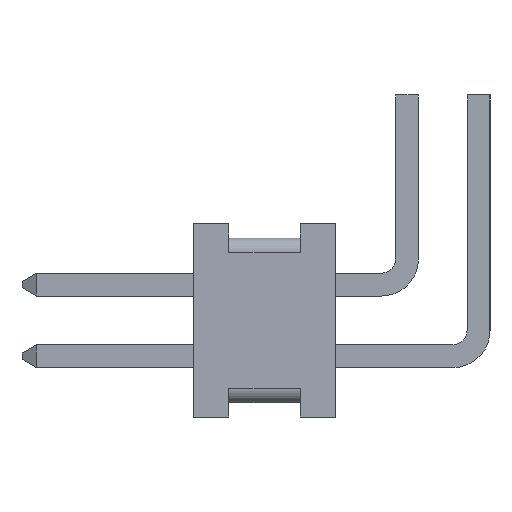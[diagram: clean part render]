
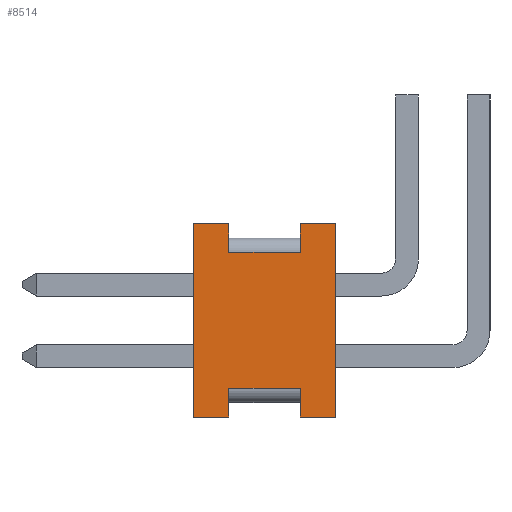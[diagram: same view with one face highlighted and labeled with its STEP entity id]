
A CAD part, left-side view. The second image highlights one B-rep face of the part: STEP entity #8514.
In plain terms, the highlighted planar face has unit normal (-1, 0, 0).
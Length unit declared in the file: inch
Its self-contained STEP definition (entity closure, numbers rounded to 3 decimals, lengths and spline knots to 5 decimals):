
#12 = ORIENTED_EDGE ( 'NONE', *, *, #21723, .T. ) ;
#522 = ORIENTED_EDGE ( 'NONE', *, *, #21238, .T. ) ;
#1194 = VECTOR ( 'NONE', #6067, 39.37008 ) ;
#1643 = EDGE_CURVE ( 'NONE', #13184, #16273, #8044, .T. ) ;
#2031 = CARTESIAN_POINT ( 'NONE',  ( -0.25, 0.0745, 0.0675 ) ) ;
#2256 = VECTOR ( 'NONE', #17651, 39.37008 ) ;
#2462 = VECTOR ( 'NONE', #16345, 39.37008 ) ;
#2696 = ORIENTED_EDGE ( 'NONE', *, *, #10952, .F. ) ;
#3254 = VECTOR ( 'NONE', #22528, 39.37008 ) ;
#3258 = EDGE_CURVE ( 'NONE', #16273, #8503, #12929, .T. ) ;
#3561 = LINE ( 'NONE', #20529, #8090 ) ;
#3689 = CARTESIAN_POINT ( 'NONE',  ( -0.25, 0.099, 0.0675 ) ) ;
#3742 = VECTOR ( 'NONE', #15905, 39.37008 ) ;
#3761 = DIRECTION ( 'NONE',  ( 1., 0., 0. ) ) ;
#3922 = CARTESIAN_POINT ( 'NONE',  ( -0.25, 0.099, -0.0675 ) ) ;
#4005 = DIRECTION ( 'NONE',  ( 0., 0., -1. ) ) ;
#4170 = DIRECTION ( 'NONE',  ( 0., -1., 0. ) ) ;
#4386 = EDGE_CURVE ( 'NONE', #8503, #19884, #22756, .T. ) ;
#4851 = ORIENTED_EDGE ( 'NONE', *, *, #19066, .T. ) ;
#4880 = VERTEX_POINT ( 'NONE', #7232 ) ;
#5403 = VECTOR ( 'NONE', #13114, 39.37008 ) ;
#5737 = VECTOR ( 'NONE', #4170, 39.37008 ) ;
#6067 = DIRECTION ( 'NONE',  ( 0., -1., 0. ) ) ;
#6179 = EDGE_CURVE ( 'NONE', #22145, #19049, #8497, .T. ) ;
#6180 = LINE ( 'NONE', #18980, #11057 ) ;
#6392 = CARTESIAN_POINT ( 'NONE',  ( -0.25, 0.0745, -0.0675 ) ) ;
#6998 = CARTESIAN_POINT ( 'NONE',  ( -0.25, 0.099, -0.0675 ) ) ;
#7232 = CARTESIAN_POINT ( 'NONE',  ( -0.25, 0.0745, -0.0675 ) ) ;
#7388 = CARTESIAN_POINT ( 'NONE',  ( -0.25, 0.0745, 0.0475 ) ) ;
#7493 = ORIENTED_EDGE ( 'NONE', *, *, #6179, .T. ) ;
#7498 = CARTESIAN_POINT ( 'NONE',  ( -0.25, 0.0245, -0.0475 ) ) ;
#7992 = ORIENTED_EDGE ( 'NONE', *, *, #4386, .T. ) ;
#8044 = LINE ( 'NONE', #13029, #8347 ) ;
#8090 = VECTOR ( 'NONE', #20452, 39.37008 ) ;
#8347 = VECTOR ( 'NONE', #12949, 39.37008 ) ;
#8442 = VERTEX_POINT ( 'NONE', #24500 ) ;
#8497 = LINE ( 'NONE', #2031, #2462 ) ;
#8503 = VERTEX_POINT ( 'NONE', #20954 ) ;
#8514 = ADVANCED_FACE ( 'NONE', ( #21302 ), #19300, .F. ) ;
#8590 = CARTESIAN_POINT ( 'NONE',  ( -0.25, 0., 0.0675 ) ) ;
#8830 = CARTESIAN_POINT ( 'NONE',  ( -0.25, 0.0245, 0.0675 ) ) ;
#9078 = CARTESIAN_POINT ( 'NONE',  ( -0.25, 0.099, 0.0675 ) ) ;
#9388 = VERTEX_POINT ( 'NONE', #6998 ) ;
#9446 = DIRECTION ( 'NONE',  ( 0., 0., -1. ) ) ;
#10914 = VECTOR ( 'NONE', #20963, 39.37008 ) ;
#10952 = EDGE_CURVE ( 'NONE', #17416, #19049, #13240, .T. ) ;
#10994 = ORIENTED_EDGE ( 'NONE', *, *, #3258, .T. ) ;
#11057 = VECTOR ( 'NONE', #9446, 39.37008 ) ;
#11525 = LINE ( 'NONE', #3689, #10914 ) ;
#11648 = VERTEX_POINT ( 'NONE', #8830 ) ;
#11800 = LINE ( 'NONE', #9078, #5403 ) ;
#11853 = CARTESIAN_POINT ( 'NONE',  ( -0.25, 0.099, -0.0475 ) ) ;
#11944 = ORIENTED_EDGE ( 'NONE', *, *, #13791, .F. ) ;
#12037 = ORIENTED_EDGE ( 'NONE', *, *, #1643, .T. ) ;
#12472 = EDGE_LOOP ( 'NONE', ( #21298, #7493, #2696, #13157, #19584, #12, #4851, #12037, #10994, #7992, #11944, #522 ) ) ;
#12815 = LINE ( 'NONE', #6392, #3742 ) ;
#12929 = LINE ( 'NONE', #24068, #3254 ) ;
#12949 = DIRECTION ( 'NONE',  ( 0., 0., -1. ) ) ;
#13029 = CARTESIAN_POINT ( 'NONE',  ( -0.25, 0.0245, -0.0675 ) ) ;
#13114 = DIRECTION ( 'NONE',  ( 0., 0., 1. ) ) ;
#13157 = ORIENTED_EDGE ( 'NONE', *, *, #17588, .F. ) ;
#13184 = VERTEX_POINT ( 'NONE', #7498 ) ;
#13240 = LINE ( 'NONE', #13587, #22855 ) ;
#13587 = CARTESIAN_POINT ( 'NONE',  ( -0.25, 0.099, 0.0675 ) ) ;
#13762 = DIRECTION ( 'NONE',  ( 0., -1., 0. ) ) ;
#13791 = EDGE_CURVE ( 'NONE', #11648, #19884, #11525, .T. ) ;
#15905 = DIRECTION ( 'NONE',  ( 0., 0., 1. ) ) ;
#15924 = CARTESIAN_POINT ( 'NONE',  ( -0.25, 0.0245, -0.0675 ) ) ;
#16204 = CARTESIAN_POINT ( 'NONE',  ( -0.25, 0.099, 0.0675 ) ) ;
#16273 = VERTEX_POINT ( 'NONE', #15924 ) ;
#16345 = DIRECTION ( 'NONE',  ( 0., 0., 1. ) ) ;
#16653 = LINE ( 'NONE', #11853, #1194 ) ;
#17267 = LINE ( 'NONE', #3922, #5737 ) ;
#17339 = EDGE_CURVE ( 'NONE', #9388, #4880, #17267, .T. ) ;
#17416 = VERTEX_POINT ( 'NONE', #16204 ) ;
#17481 = CARTESIAN_POINT ( 'NONE',  ( -0.25, 0.0745, 0.0675 ) ) ;
#17588 = EDGE_CURVE ( 'NONE', #9388, #17416, #11800, .T. ) ;
#17651 = DIRECTION ( 'NONE',  ( 0., 0., 1. ) ) ;
#17989 = CARTESIAN_POINT ( 'NONE',  ( -0.25, 0.0745, -0.0475 ) ) ;
#18980 = CARTESIAN_POINT ( 'NONE',  ( -0.25, 0.0245, 0.0675 ) ) ;
#19049 = VERTEX_POINT ( 'NONE', #17481 ) ;
#19066 = EDGE_CURVE ( 'NONE', #20797, #13184, #16653, .T. ) ;
#19300 = PLANE ( 'NONE',  #19676 ) ;
#19584 = ORIENTED_EDGE ( 'NONE', *, *, #17339, .T. ) ;
#19676 = AXIS2_PLACEMENT_3D ( 'NONE', #23061, #3761, #4005 ) ;
#19884 = VERTEX_POINT ( 'NONE', #8590 ) ;
#19959 = EDGE_CURVE ( 'NONE', #8442, #22145, #3561, .T. ) ;
#20452 = DIRECTION ( 'NONE',  ( 0., 1., 0. ) ) ;
#20529 = CARTESIAN_POINT ( 'NONE',  ( -0.25, 0.099, 0.0475 ) ) ;
#20797 = VERTEX_POINT ( 'NONE', #17989 ) ;
#20954 = CARTESIAN_POINT ( 'NONE',  ( -0.25, 0., -0.0675 ) ) ;
#20963 = DIRECTION ( 'NONE',  ( 0., -1., 0. ) ) ;
#21238 = EDGE_CURVE ( 'NONE', #11648, #8442, #6180, .T. ) ;
#21298 = ORIENTED_EDGE ( 'NONE', *, *, #19959, .T. ) ;
#21302 = FACE_OUTER_BOUND ( 'NONE', #12472, .T. ) ;
#21723 = EDGE_CURVE ( 'NONE', #4880, #20797, #12815, .T. ) ;
#21780 = CARTESIAN_POINT ( 'NONE',  ( -0.25, 0., 0.0675 ) ) ;
#22145 = VERTEX_POINT ( 'NONE', #7388 ) ;
#22528 = DIRECTION ( 'NONE',  ( 0., -1., 0. ) ) ;
#22756 = LINE ( 'NONE', #21780, #2256 ) ;
#22855 = VECTOR ( 'NONE', #13762, 39.37008 ) ;
#23061 = CARTESIAN_POINT ( 'NONE',  ( -0.25, 0.099, 0.0675 ) ) ;
#24068 = CARTESIAN_POINT ( 'NONE',  ( -0.25, 0.099, -0.0675 ) ) ;
#24500 = CARTESIAN_POINT ( 'NONE',  ( -0.25, 0.0245, 0.0475 ) ) ;
